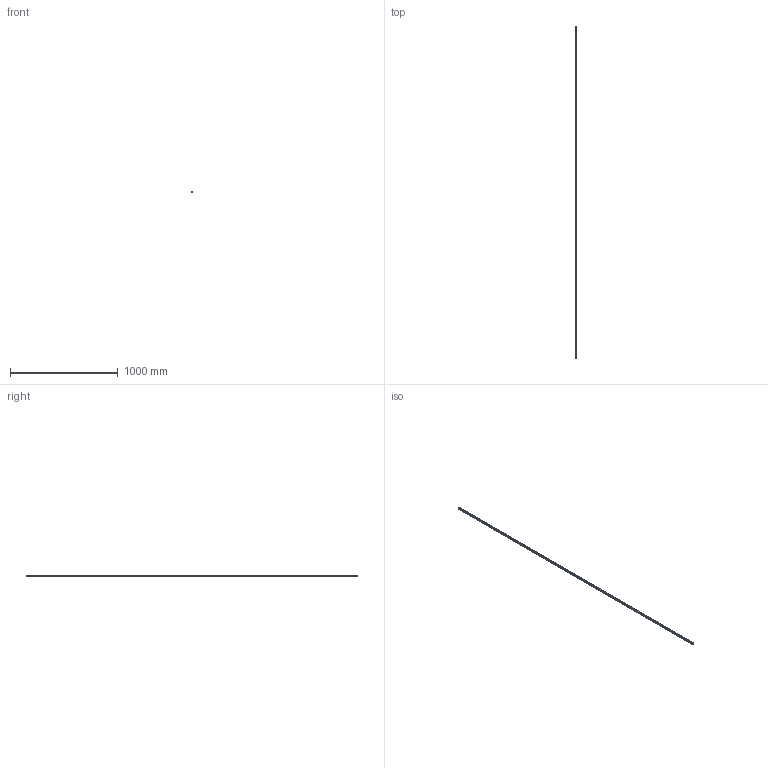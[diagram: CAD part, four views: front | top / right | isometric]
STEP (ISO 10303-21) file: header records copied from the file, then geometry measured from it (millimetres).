
FILE_DESCRIPTION(('STEP AP214'),'1');
FILE_NAME('cctmp_3B37B0C4-3D64-4533-995E-452FD7D879B0_2021_01_19_10_34_03_0003..stp','2021-01-19T09:34:03',('HIWIN GmbH'),('CADClick - www.CADClick.com'),'Spatial InterOp 3D',' ','unknown authorization');
FILE_SCHEMA(('AUTOMOTIVE_DESIGN'));
Length unit declared in the file: millimetre
Products named in the file (1): HGR15T3080C_FILE
Bounding box: 15 x 3080 x 15 mm (x, y, z)
Volume: 578069.2 mm3; surface area: 195433.4 mm2
Topology: 1 solids, 1 shells, 323 faces, 847 edges, 478 vertices
Faces by surface type: cylinder 130, cone 104, plane 89
Entity records: 11729 total; most frequent: DIRECTION 1651, CARTESIAN_POINT 1545, ORIENTED_EDGE 1486, EDGE_CURVE 743, AXIS2_PLACEMENT_3D 584, LINE 483, VECTOR 483, VERTEX_POINT 478
